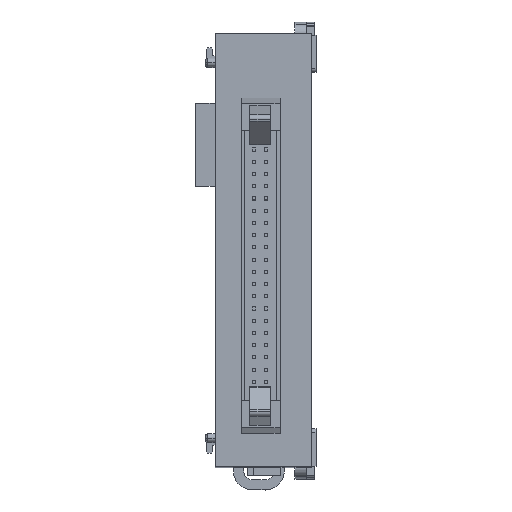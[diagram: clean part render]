
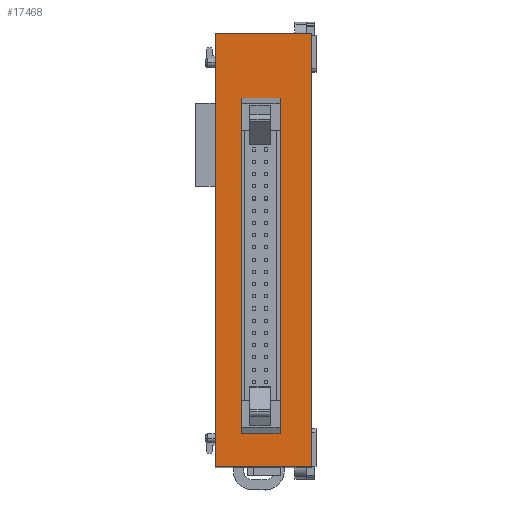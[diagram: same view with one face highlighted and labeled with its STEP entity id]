
A CAD part, top view. The second image highlights one B-rep face of the part: STEP entity #17468.
In plain terms, the highlighted planar face has unit normal (0, 0, 1).
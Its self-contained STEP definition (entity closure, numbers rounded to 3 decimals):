
#812 = CARTESIAN_POINT ( 'NONE',  ( 6.3, 45., 30. ) ) ;
#1077 = LINE ( 'NONE', #16167, #9928 ) ;
#1185 = ORIENTED_EDGE ( 'NONE', *, *, #4059, .T. ) ;
#1318 = VERTEX_POINT ( 'NONE', #1453 ) ;
#1453 = CARTESIAN_POINT ( 'NONE',  ( -0.2, 31.606, 30. ) ) ;
#1587 = DIRECTION ( 'NONE',  ( -1., 0., 0. ) ) ;
#2343 = EDGE_CURVE ( 'NONE', #1318, #4185, #15334, .T. ) ;
#2354 = DIRECTION ( 'NONE',  ( 1., 0., 0. ) ) ;
#2554 = ORIENTED_EDGE ( 'NONE', *, *, #18509, .F. ) ;
#2605 = EDGE_CURVE ( 'NONE', #5149, #1318, #20578, .T. ) ;
#2761 = LINE ( 'NONE', #12189, #10480 ) ;
#3113 = CARTESIAN_POINT ( 'NONE',  ( 6.3, 45., 30. ) ) ;
#3349 = DIRECTION ( 'NONE',  ( 0., 1., 0. ) ) ;
#3357 = ORIENTED_EDGE ( 'NONE', *, *, #2343, .T. ) ;
#3523 = LINE ( 'NONE', #15417, #9269 ) ;
#3810 = EDGE_CURVE ( 'NONE', #19495, #8081, #13604, .T. ) ;
#4059 = EDGE_CURVE ( 'NONE', #18667, #5149, #2761, .T. ) ;
#4092 = DIRECTION ( 'NONE',  ( 1., 0., 0. ) ) ;
#4185 = VERTEX_POINT ( 'NONE', #4492 ) ;
#4265 = CARTESIAN_POINT ( 'NONE',  ( 6.3, -45., 30. ) ) ;
#4492 = CARTESIAN_POINT ( 'NONE',  ( -0.2, -38.006, 30. ) ) ;
#4608 = ORIENTED_EDGE ( 'NONE', *, *, #3810, .T. ) ;
#4717 = CARTESIAN_POINT ( 'NONE',  ( 6.3, -38.006, 30. ) ) ;
#4996 = EDGE_LOOP ( 'NONE', ( #4608, #2554, #8701, #17384 ) ) ;
#5149 = VERTEX_POINT ( 'NONE', #7184 ) ;
#5266 = ORIENTED_EDGE ( 'NONE', *, *, #2605, .T. ) ;
#5478 = VECTOR ( 'NONE', #7744, 1000. ) ;
#6156 = CARTESIAN_POINT ( 'NONE',  ( -13.7, -45., 30. ) ) ;
#7184 = CARTESIAN_POINT ( 'NONE',  ( -8.2, 31.606, 30. ) ) ;
#7744 = DIRECTION ( 'NONE',  ( 0., -1., 0. ) ) ;
#8081 = VERTEX_POINT ( 'NONE', #3113 ) ;
#8122 = LINE ( 'NONE', #4265, #8197 ) ;
#8197 = VECTOR ( 'NONE', #15542, 1000. ) ;
#8395 = DIRECTION ( 'NONE',  ( 1., 0., 0. ) ) ;
#8452 = CARTESIAN_POINT ( 'NONE',  ( -13.7, 45., 30. ) ) ;
#8642 = AXIS2_PLACEMENT_3D ( 'NONE', #812, #11880, #2354 ) ;
#8701 = ORIENTED_EDGE ( 'NONE', *, *, #10064, .F. ) ;
#9269 = VECTOR ( 'NONE', #4092, 1000. ) ;
#9386 = CARTESIAN_POINT ( 'NONE',  ( -0.2, 45., 30. ) ) ;
#9928 = VECTOR ( 'NONE', #3349, 1000. ) ;
#10064 = EDGE_CURVE ( 'NONE', #12629, #11970, #1077, .T. ) ;
#10480 = VECTOR ( 'NONE', #13915, 1000. ) ;
#11075 = CARTESIAN_POINT ( 'NONE',  ( 6.3, 31.606, 30. ) ) ;
#11880 = DIRECTION ( 'NONE',  ( 0., 0., 1. ) ) ;
#11970 = VERTEX_POINT ( 'NONE', #8452 ) ;
#12189 = CARTESIAN_POINT ( 'NONE',  ( -8.2, 45., 30. ) ) ;
#12598 = VECTOR ( 'NONE', #8395, 1000. ) ;
#12629 = VERTEX_POINT ( 'NONE', #6156 ) ;
#12846 = VECTOR ( 'NONE', #17873, 1000. ) ;
#13498 = PLANE ( 'NONE',  #8642 ) ;
#13520 = EDGE_CURVE ( 'NONE', #12629, #19495, #8122, .T. ) ;
#13604 = LINE ( 'NONE', #18301, #12846 ) ;
#13915 = DIRECTION ( 'NONE',  ( 0., 1., 0. ) ) ;
#14347 = EDGE_CURVE ( 'NONE', #4185, #18667, #16771, .T. ) ;
#15321 = FACE_BOUND ( 'NONE', #19465, .T. ) ;
#15334 = LINE ( 'NONE', #9386, #5478 ) ;
#15417 = CARTESIAN_POINT ( 'NONE',  ( 6.3, 45., 30. ) ) ;
#15542 = DIRECTION ( 'NONE',  ( 1., 0., 0. ) ) ;
#16167 = CARTESIAN_POINT ( 'NONE',  ( -13.7, 0., 30. ) ) ;
#16771 = LINE ( 'NONE', #4717, #20592 ) ;
#16790 = ORIENTED_EDGE ( 'NONE', *, *, #14347, .T. ) ;
#17297 = FACE_OUTER_BOUND ( 'NONE', #4996, .T. ) ;
#17384 = ORIENTED_EDGE ( 'NONE', *, *, #13520, .T. ) ;
#17468 = ADVANCED_FACE ( 'NONE', ( #15321, #17297 ), #13498, .T. ) ;
#17849 = CARTESIAN_POINT ( 'NONE',  ( 6.3, -45., 30. ) ) ;
#17873 = DIRECTION ( 'NONE',  ( 0., 1., 0. ) ) ;
#18301 = CARTESIAN_POINT ( 'NONE',  ( 6.3, 45., 30. ) ) ;
#18509 = EDGE_CURVE ( 'NONE', #11970, #8081, #3523, .T. ) ;
#18667 = VERTEX_POINT ( 'NONE', #18981 ) ;
#18981 = CARTESIAN_POINT ( 'NONE',  ( -8.2, -38.006, 30. ) ) ;
#19465 = EDGE_LOOP ( 'NONE', ( #16790, #1185, #5266, #3357 ) ) ;
#19495 = VERTEX_POINT ( 'NONE', #17849 ) ;
#20578 = LINE ( 'NONE', #11075, #12598 ) ;
#20592 = VECTOR ( 'NONE', #1587, 1000. ) ;
